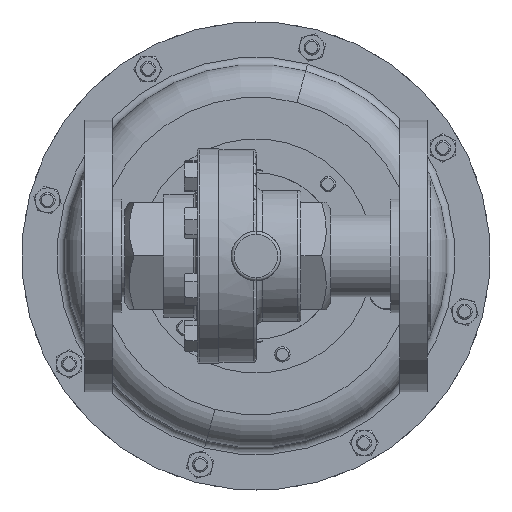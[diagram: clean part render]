
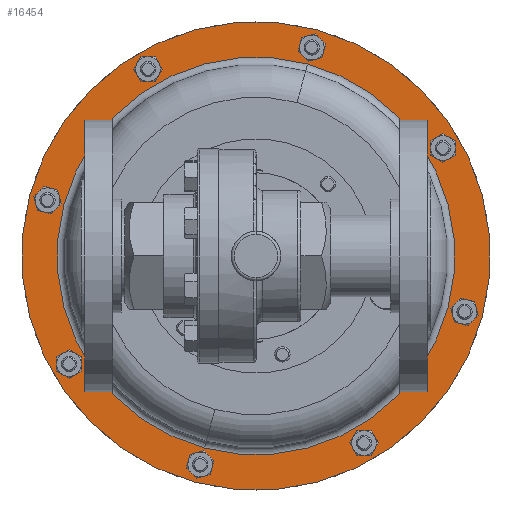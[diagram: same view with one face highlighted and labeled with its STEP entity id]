
A CAD part, front view. The second image highlights one B-rep face of the part: STEP entity #16454.
In plain terms, the highlighted planar face has unit normal (0, -1, 0).
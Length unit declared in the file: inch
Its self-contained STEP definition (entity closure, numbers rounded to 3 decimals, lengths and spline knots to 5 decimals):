
#239 = CARTESIAN_POINT ( 'NONE',  ( 2.28313, 10.57865, 3.87371 ) ) ;
#1326 = DIRECTION ( 'NONE',  ( 0.259, 0., 0.966 ) ) ;
#1748 = VERTEX_POINT ( 'NONE', #22422 ) ;
#2886 = DIRECTION ( 'NONE',  ( 0.259, 0., 0.966 ) ) ;
#3464 = EDGE_LOOP ( 'NONE', ( #13704, #5381 ) ) ;
#4035 = EDGE_CURVE ( 'NONE', #28438, #23566, #18627, .T. ) ;
#4622 = AXIS2_PLACEMENT_3D ( 'NONE', #22219, #5528, #25009 ) ;
#5381 = ORIENTED_EDGE ( 'NONE', *, *, #4035, .F. ) ;
#5528 = DIRECTION ( 'NONE',  ( 0., 1., 0. ) ) ;
#5538 = CIRCLE ( 'NONE', #4622, 4.029 ) ;
#7354 = EDGE_CURVE ( 'NONE', #1748, #23290, #18914, .T. ) ;
#7903 = CIRCLE ( 'NONE', #28529, 4.75 ) ;
#8115 = DIRECTION ( 'NONE',  ( 0., -1., 0. ) ) ;
#8360 = DIRECTION ( 'NONE',  ( 0., 1., 0. ) ) ;
#12241 = AXIS2_PLACEMENT_3D ( 'NONE', #33051, #8115, #27559 ) ;
#13512 = CARTESIAN_POINT ( 'NONE',  ( 1.05374, 10.57865, -0.71444 ) ) ;
#13704 = ORIENTED_EDGE ( 'NONE', *, *, #15939, .F. ) ;
#15541 = ORIENTED_EDGE ( 'NONE', *, *, #22273, .T. ) ;
#15939 = EDGE_CURVE ( 'NONE', #23566, #28438, #7903, .T. ) ;
#16399 = PLANE ( 'NONE',  #12241 ) ;
#16454 = ADVANCED_FACE ( 'NONE', ( #28715, #20483 ), #16399, .T. ) ;
#17991 = DIRECTION ( 'NONE',  ( 0., 1., 0. ) ) ;
#18289 = ORIENTED_EDGE ( 'NONE', *, *, #7354, .T. ) ;
#18627 = CIRCLE ( 'NONE', #29269, 4.75 ) ;
#18914 = CIRCLE ( 'NONE', #33503, 4.029 ) ;
#20483 = FACE_OUTER_BOUND ( 'NONE', #3464, .T. ) ;
#22219 = CARTESIAN_POINT ( 'NONE',  ( 2.28313, 10.57865, 3.87371 ) ) ;
#22273 = EDGE_CURVE ( 'NONE', #23290, #1748, #5538, .T. ) ;
#22422 = CARTESIAN_POINT ( 'NONE',  ( 3.32591, 10.57865, 7.76542 ) ) ;
#23290 = VERTEX_POINT ( 'NONE', #30888 ) ;
#23372 = EDGE_LOOP ( 'NONE', ( #18289, #15541 ) ) ;
#23566 = VERTEX_POINT ( 'NONE', #24665 ) ;
#24665 = CARTESIAN_POINT ( 'NONE',  ( 3.51252, 10.57865, 8.46186 ) ) ;
#25008 = CARTESIAN_POINT ( 'NONE',  ( 2.28313, 10.57865, 3.87371 ) ) ;
#25009 = DIRECTION ( 'NONE',  ( 0.259, 0., 0.966 ) ) ;
#27559 = DIRECTION ( 'NONE',  ( -0.259, 0., -0.966 ) ) ;
#27795 = DIRECTION ( 'NONE',  ( 0.259, 0., 0.966 ) ) ;
#27936 = DIRECTION ( 'NONE',  ( 0., 1., 0. ) ) ;
#28438 = VERTEX_POINT ( 'NONE', #13512 ) ;
#28529 = AXIS2_PLACEMENT_3D ( 'NONE', #25008, #8360, #27795 ) ;
#28715 = FACE_BOUND ( 'NONE', #23372, .T. ) ;
#29269 = AXIS2_PLACEMENT_3D ( 'NONE', #239, #27936, #2886 ) ;
#30888 = CARTESIAN_POINT ( 'NONE',  ( 1.24035, 10.57865, -0.01801 ) ) ;
#33051 = CARTESIAN_POINT ( 'NONE',  ( 6.87128, 10.57865, 2.64432 ) ) ;
#33503 = AXIS2_PLACEMENT_3D ( 'NONE', #34639, #17991, #1326 ) ;
#34639 = CARTESIAN_POINT ( 'NONE',  ( 2.28313, 10.57865, 3.87371 ) ) ;
